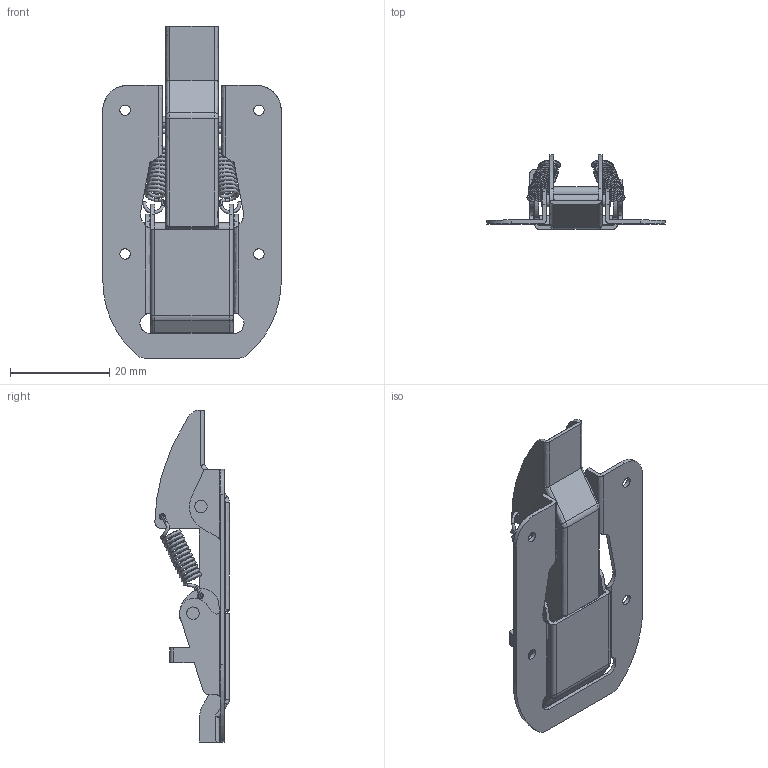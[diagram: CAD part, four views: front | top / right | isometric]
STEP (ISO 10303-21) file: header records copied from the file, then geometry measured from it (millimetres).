
FILE_DESCRIPTION((''),'2;1');
FILE_NAME('','2005-07-15T17:01:21',(''),(''),'','CADfix','');
FILE_SCHEMA(('AUTOMOTIVE_DESIGN'));
Length unit declared in the file: millimetre
Products named in the file (6): spring_mr; spring; arm; base; lever; TL_48_14381_36
Assembly tree (5 placements, depth 2):
  TL_48_14381_36
    spring_mr
    spring
    arm
    base
    lever
Bounding box: 36 x 15 x 67 mm (x, y, z)
Volume: 2831.8 mm3; surface area: 7847.3 mm2
Topology: 5 solids, 5 shells, 257 faces, 775 edges, 526 vertices
Faces by surface type: bspline 257
Entity records: 19428 total; most frequent: CARTESIAN_POINT 15056, ORIENTED_EDGE 1538, EDGE_CURVE 769, VERTEX_POINT 526, QUASI_UNIFORM_CURVE 343, EDGE_LOOP 289, FACE_OUTER_BOUND 257, ADVANCED_FACE 257
